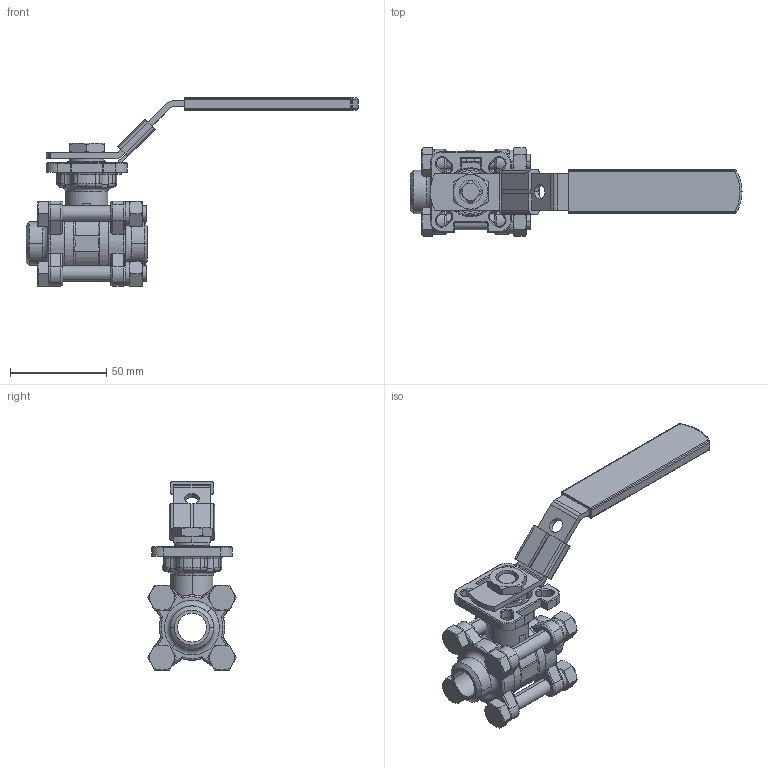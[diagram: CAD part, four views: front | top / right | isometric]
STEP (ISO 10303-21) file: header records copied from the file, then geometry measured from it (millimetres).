
FILE_DESCRIPTION(('STEP AP214'),'1');
FILE_NAME(' 1-2.stp','2023-01-17T05:59:49',(' '),(' '),'Spatial InterOp 3D',' ',' ');
FILE_SCHEMA(('AUTOMOTIVE_DESIGN { 1 0 10303 214 1 1 1 1 }'));
Length unit declared in the file: millimetre
Products named in the file (1): 1
Bounding box: 172.3 x 46.12 x 97.66 mm (x, y, z)
Volume: 82024.9 mm3; surface area: 61608.6 mm2
Topology: 30 solids, 30 shells, 890 faces, 2130 edges, 1301 vertices
Faces by surface type: cylinder 323, plane 283, cone 181, torus 77, bspline 20, sphere 6
Entity records: 28162 total; most frequent: CARTESIAN_POINT 7627, DIRECTION 4454, ORIENTED_EDGE 4248, EDGE_CURVE 2124, AXIS2_PLACEMENT_3D 1807, VERTEX_POINT 1301, EDGE_LOOP 967, ADVANCED_FACE 890
